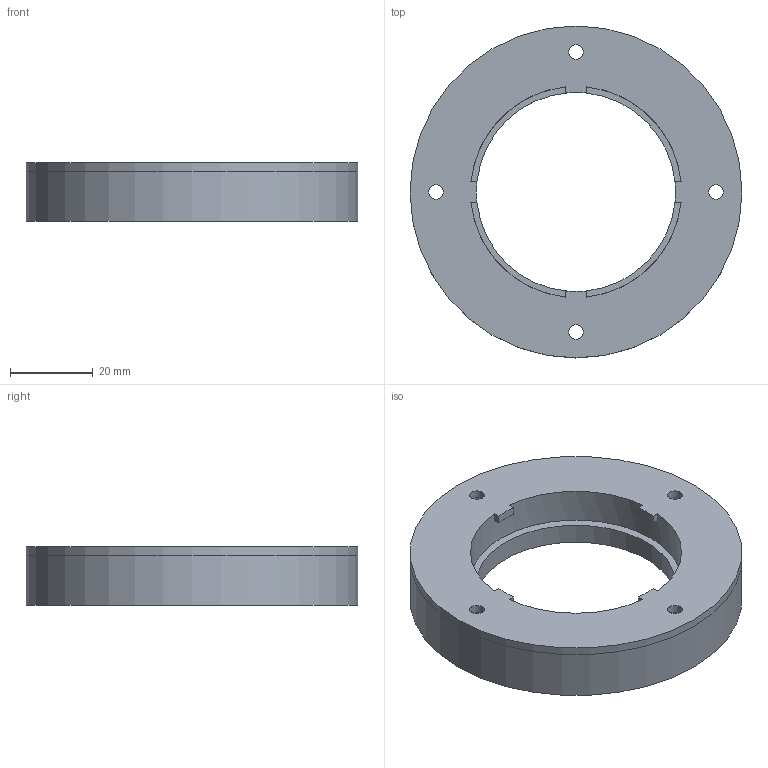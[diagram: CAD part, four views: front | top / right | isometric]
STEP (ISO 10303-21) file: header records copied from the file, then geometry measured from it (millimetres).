
FILE_DESCRIPTION(/* description */ ('STEP AP242','CAx-IF Rec.Pracs.---Representation and Presentation of Product Manufacturing Information (PMI)---4.0---2014-10-13','CAx-IF Rec.Pracs.---3D Tessellated Geometry---0.4---2014-09-14','2;1'),/* implementation_level */ '2;1');
FILE_NAME(/* name */ '66ae8685b8a9a71aec650a0f',/* time_stamp */ '2024-08-03T19:35:34Z',/* author */ (''),/* organization */ (''),/* preprocessor_version */ 'ST-DEVELOPER v20',/* originating_system */ ' ',/* authorisation */ ' ');
FILE_SCHEMA (('AP242_MANAGED_MODEL_BASED_3D_ENGINEERING_MIM_LF { 1 0 10303 442 1 1 4 }'));
Length unit declared in the file: metre
Products named in the file (2): Part 1; Part 2
Bounding box: 80 x 80 x 14 mm (x, y, z)
Volume: 42215.6 mm3; surface area: 20923.2 mm2
Topology: 2 solids, 2 shells, 38 faces, 100 edges, 67 vertices
Faces by surface type: plane 20, cylinder 18
Full cylindrical faces by diameter (mm): 3.5 x8, 50.9 x1, 54.9 x1, 55 x1, 80 x2
Entity records: 1192 total; most frequent: DIRECTION 208, CARTESIAN_POINT 188, ORIENTED_EDGE 168, EDGE_CURVE 84, AXIS2_PLACEMENT_3D 84, EDGE_LOOP 72, FACE_BOUND 72, VERTEX_POINT 64
